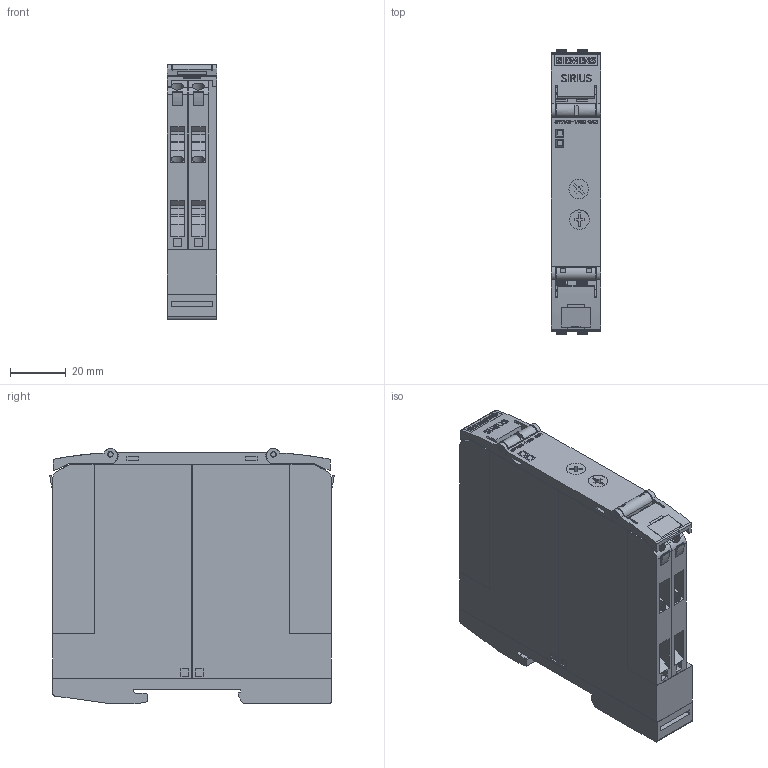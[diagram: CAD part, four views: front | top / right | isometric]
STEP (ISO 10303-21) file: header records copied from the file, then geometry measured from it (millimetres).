
FILE_DESCRIPTION(('STEP AP214'),'1');
FILE_NAME('cctmp_CF41C1AF-75D2-4B46-974A-C4EA3C2A7013_2023_07_21_09_31_28_0312..stp','2023-07-21T07:31:29',('SIEMENS A&D'),('CADClick - www.CADClick.com'),'Spatial InterOp 3D postprocessed',' ','unknown authorization');
FILE_SCHEMA(('AUTOMOTIVE_DESIGN'));
Length unit declared in the file: millimetre
Products named in the file (1): 2023_07_21_09_31_28_0254
Bounding box: 17.85 x 101.9 x 91.42 mm (x, y, z)
Volume: 140358.7 mm3; surface area: 43501.3 mm2
Topology: 1 solids, 1 shells, 1552 faces, 4325 edges, 2874 vertices
Faces by surface type: plane 1267, cylinder 245, cone 24, torus 16
Entity records: 54905 total; most frequent: CARTESIAN_POINT 9826, ORIENTED_EDGE 8642, DIRECTION 7982, EDGE_CURVE 4321, LINE 3550, VECTOR 3550, VERTEX_POINT 2874, AXIS2_PLACEMENT_3D 2216
